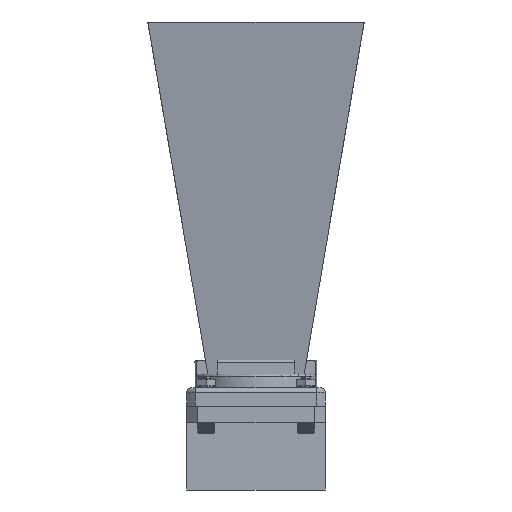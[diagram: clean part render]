
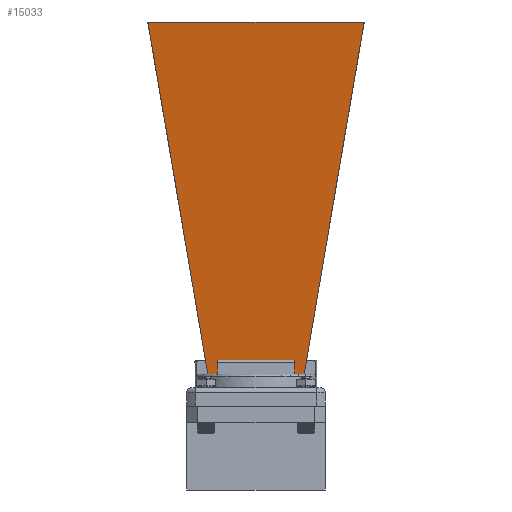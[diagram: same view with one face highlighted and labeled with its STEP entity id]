
A CAD part, front view. The second image highlights one B-rep face of the part: STEP entity #15033.
In plain terms, the highlighted face is planar.
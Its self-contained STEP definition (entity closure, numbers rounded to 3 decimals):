
#53 = DIRECTION ( 'NONE',  ( -1., 0., 0. ) ) ;
#413 = CARTESIAN_POINT ( 'NONE',  ( 37.219, 132.085, 26.848 ) ) ;
#716 = ORIENTED_EDGE ( 'NONE', *, *, #7677, .F. ) ;
#1064 = FACE_OUTER_BOUND ( 'NONE', #7511, .T. ) ;
#1475 = AXIS2_PLACEMENT_3D ( 'NONE', #20332, #5127, #4892 ) ;
#1962 = DIRECTION ( 'NONE',  ( 0.166, 0.974, 0.152 ) ) ;
#2668 = VERTEX_POINT ( 'NONE', #11823 ) ;
#2740 = EDGE_CURVE ( 'NONE', #6835, #24202, #17518, .T. ) ;
#4892 = DIRECTION ( 'NONE',  ( 0., -0.988, -0.154 ) ) ;
#5127 = DIRECTION ( 'NONE',  ( 0., -0.154, 0.988 ) ) ;
#5314 = CARTESIAN_POINT ( 'NONE',  ( 13.378, 11.049, 7.926 ) ) ;
#5436 = LINE ( 'NONE', #17160, #18675 ) ;
#5715 = ORIENTED_EDGE ( 'NONE', *, *, #2740, .T. ) ;
#6391 = ORIENTED_EDGE ( 'NONE', *, *, #6939, .F. ) ;
#6835 = VERTEX_POINT ( 'NONE', #8768 ) ;
#6939 = EDGE_CURVE ( 'NONE', #9276, #24202, #24017, .T. ) ;
#7407 = ORIENTED_EDGE ( 'NONE', *, *, #23393, .F. ) ;
#7511 = EDGE_LOOP ( 'NONE', ( #7407, #716, #23257, #5715, #6391, #19860, #13885, #22460 ) ) ;
#7677 = EDGE_CURVE ( 'NONE', #9725, #2668, #8753, .T. ) ;
#8042 = EDGE_CURVE ( 'NONE', #9276, #20283, #5436, .T. ) ;
#8161 = LINE ( 'NONE', #17319, #21878 ) ;
#8753 = LINE ( 'NONE', #5314, #19846 ) ;
#8768 = CARTESIAN_POINT ( 'NONE',  ( 16.578, 11.049, 7.926 ) ) ;
#9253 = EDGE_CURVE ( 'NONE', #20283, #14096, #15473, .T. ) ;
#9276 = VERTEX_POINT ( 'NONE', #13746 ) ;
#9725 = VERTEX_POINT ( 'NONE', #16584 ) ;
#10786 = DIRECTION ( 'NONE',  ( 0., 0.988, 0.154 ) ) ;
#10914 = CARTESIAN_POINT ( 'NONE',  ( 13.378, 15.875, 8.68 ) ) ;
#11257 = EDGE_CURVE ( 'NONE', #9725, #6835, #8161, .T. ) ;
#11823 = CARTESIAN_POINT ( 'NONE',  ( 13.378, 15.875, 8.68 ) ) ;
#12018 = CARTESIAN_POINT ( 'NONE',  ( -150.819, 11.049, 7.926 ) ) ;
#12886 = DIRECTION ( 'NONE',  ( 1., 0., 0. ) ) ;
#13044 = VECTOR ( 'NONE', #53, 1000. ) ;
#13198 = DIRECTION ( 'NONE',  ( 0.166, -0.974, -0.152 ) ) ;
#13297 = CARTESIAN_POINT ( 'NONE',  ( -13.378, 15.875, 8.68 ) ) ;
#13537 = VECTOR ( 'NONE', #21057, 1000. ) ;
#13746 = CARTESIAN_POINT ( 'NONE',  ( -37.219, 132.085, 26.848 ) ) ;
#13885 = ORIENTED_EDGE ( 'NONE', *, *, #9253, .T. ) ;
#14096 = VERTEX_POINT ( 'NONE', #21230 ) ;
#14128 = PLANE ( 'NONE',  #1475 ) ;
#14291 = VECTOR ( 'NONE', #12886, 1000. ) ;
#14484 = CARTESIAN_POINT ( 'NONE',  ( -150.819, 132.085, 26.848 ) ) ;
#15033 = ADVANCED_FACE ( 'NONE', ( #1064 ), #14128, .T. ) ;
#15473 = LINE ( 'NONE', #12018, #13537 ) ;
#16584 = CARTESIAN_POINT ( 'NONE',  ( 13.378, 11.049, 7.926 ) ) ;
#17160 = CARTESIAN_POINT ( 'NONE',  ( -20.284, 32.78, 11.323 ) ) ;
#17319 = CARTESIAN_POINT ( 'NONE',  ( -150.819, 11.049, 7.926 ) ) ;
#17330 = VERTEX_POINT ( 'NONE', #13297 ) ;
#17518 = LINE ( 'NONE', #18897, #20989 ) ;
#18049 = CARTESIAN_POINT ( 'NONE',  ( -16.578, 11.049, 7.926 ) ) ;
#18617 = VECTOR ( 'NONE', #10786, 1000. ) ;
#18675 = VECTOR ( 'NONE', #13198, 1000. ) ;
#18897 = CARTESIAN_POINT ( 'NONE',  ( 20.284, 32.78, 11.323 ) ) ;
#19846 = VECTOR ( 'NONE', #23837, 1000. ) ;
#19860 = ORIENTED_EDGE ( 'NONE', *, *, #8042, .T. ) ;
#20283 = VERTEX_POINT ( 'NONE', #18049 ) ;
#20332 = CARTESIAN_POINT ( 'NONE',  ( -150.819, 11.049, 7.926 ) ) ;
#20989 = VECTOR ( 'NONE', #1962, 1000. ) ;
#21057 = DIRECTION ( 'NONE',  ( 1., 0., 0. ) ) ;
#21230 = CARTESIAN_POINT ( 'NONE',  ( -13.378, 11.049, 7.926 ) ) ;
#21596 = EDGE_CURVE ( 'NONE', #14096, #17330, #22520, .T. ) ;
#21878 = VECTOR ( 'NONE', #23111, 1000. ) ;
#22150 = CARTESIAN_POINT ( 'NONE',  ( -13.378, 11.049, 7.926 ) ) ;
#22154 = LINE ( 'NONE', #10914, #13044 ) ;
#22460 = ORIENTED_EDGE ( 'NONE', *, *, #21596, .T. ) ;
#22520 = LINE ( 'NONE', #22150, #18617 ) ;
#23111 = DIRECTION ( 'NONE',  ( 1., 0., 0. ) ) ;
#23257 = ORIENTED_EDGE ( 'NONE', *, *, #11257, .T. ) ;
#23393 = EDGE_CURVE ( 'NONE', #2668, #17330, #22154, .T. ) ;
#23837 = DIRECTION ( 'NONE',  ( 0., 0.988, 0.154 ) ) ;
#24017 = LINE ( 'NONE', #14484, #14291 ) ;
#24202 = VERTEX_POINT ( 'NONE', #413 ) ;
